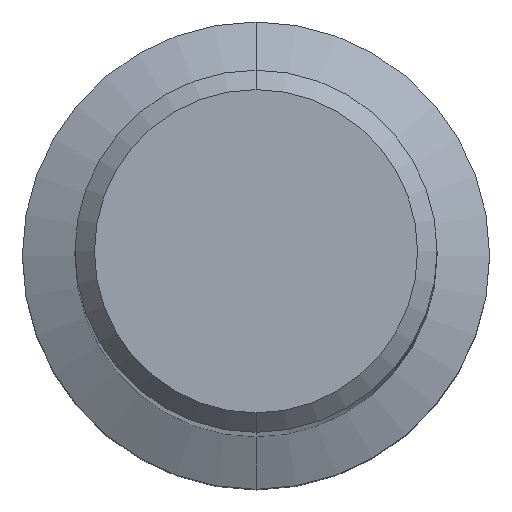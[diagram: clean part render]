
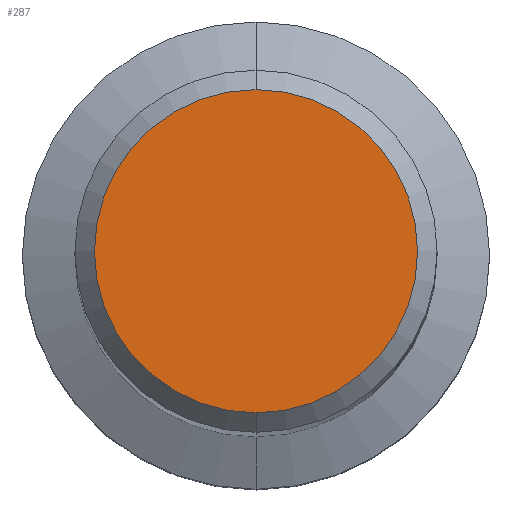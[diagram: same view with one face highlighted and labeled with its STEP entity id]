
A CAD part, top view. The second image highlights one B-rep face of the part: STEP entity #287.
In plain terms, the highlighted planar face has unit normal (0, 0, 1).
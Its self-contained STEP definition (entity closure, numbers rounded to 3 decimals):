
#287=ADVANCED_FACE('',(#654),#655,.T.);
#323=VERTEX_POINT('',#694);
#349=EDGE_CURVE('',#403,#323,#722,.T.);
#403=VERTEX_POINT('',#779);
#521=EDGE_CURVE('',#323,#403,#911,.T.);
#654=FACE_OUTER_BOUND('',#1115,.T.);
#655=PLANE('',#1116);
#694=CARTESIAN_POINT('',(0.,-4.15,0.0));
#722=CIRCLE('',#1247,4.15);
#779=CARTESIAN_POINT('',(0.0,4.15,0.0));
#911=CIRCLE('',#1605,4.15);
#1115=EDGE_LOOP('',(#1791,#1792));
#1116=AXIS2_PLACEMENT_3D('',#1793,#1794,#1795);
#1247=AXIS2_PLACEMENT_3D('',#1869,#1870,#1871);
#1605=AXIS2_PLACEMENT_3D('',#2059,#2060,#2061);
#1791=ORIENTED_EDGE('',*,*,#349,.F.);
#1792=ORIENTED_EDGE('',*,*,#521,.F.);
#1793=CARTESIAN_POINT('',(0.0,2.075,0.0));
#1794=DIRECTION('',(-0.0,0.0,1.0));
#1795=DIRECTION('',(0.0,-1.0,0.0));
#1869=CARTESIAN_POINT('',(0.0,0.0,0.0));
#1870=DIRECTION('',(0.0,0.0,-1.0));
#1871=DIRECTION('',(0.0,1.0,0.0));
#2059=CARTESIAN_POINT('',(0.0,0.0,0.0));
#2060=DIRECTION('',(0.0,0.0,-1.0));
#2061=DIRECTION('',(0.0,1.0,0.0));
